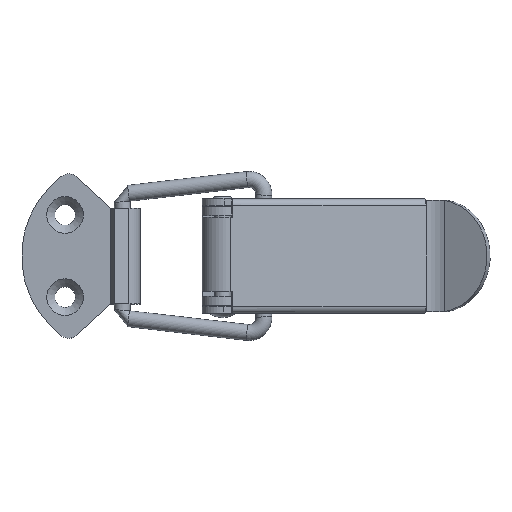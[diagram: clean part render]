
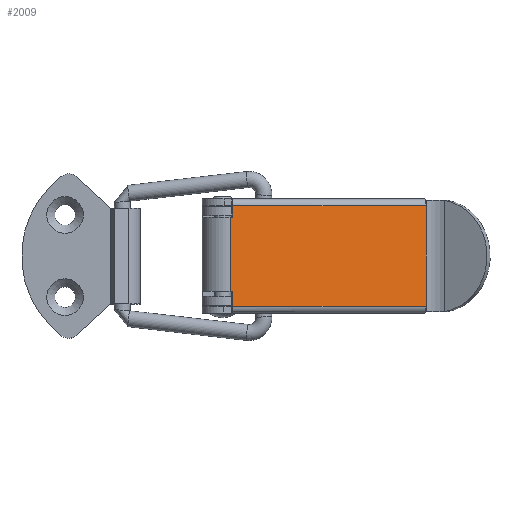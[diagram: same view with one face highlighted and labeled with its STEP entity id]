
A CAD part, top view. The second image highlights one B-rep face of the part: STEP entity #2009.
In plain terms, the highlighted planar face has unit normal (0.205, 0, 0.979).
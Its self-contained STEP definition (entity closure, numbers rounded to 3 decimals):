
#88=LINE('',#3198,#245);
#89=LINE('',#3200,#246);
#90=LINE('',#3203,#247);
#91=LINE('',#3204,#248);
#92=LINE('',#3206,#249);
#93=LINE('',#3208,#250);
#94=LINE('',#3210,#251);
#95=LINE('',#3212,#252);
#245=VECTOR('',#2597,1000.);
#246=VECTOR('',#2600,1000.);
#247=VECTOR('',#2601,1000.);
#248=VECTOR('',#2602,1000.);
#249=VECTOR('',#2603,1000.);
#250=VECTOR('',#2604,1000.);
#251=VECTOR('',#2605,1000.);
#252=VECTOR('',#2606,1000.);
#412=PLANE('',#2235);
#603=ORIENTED_EDGE('',*,*,#1092,.F.);
#604=ORIENTED_EDGE('',*,*,#1093,.T.);
#605=ORIENTED_EDGE('',*,*,#1091,.F.);
#606=ORIENTED_EDGE('',*,*,#1094,.F.);
#607=ORIENTED_EDGE('',*,*,#1095,.T.);
#608=ORIENTED_EDGE('',*,*,#1096,.F.);
#609=ORIENTED_EDGE('',*,*,#1097,.F.);
#610=ORIENTED_EDGE('',*,*,#1098,.T.);
#1091=EDGE_CURVE('',#1353,#1346,#88,.T.);
#1092=EDGE_CURVE('',#1354,#1355,#89,.T.);
#1093=EDGE_CURVE('',#1354,#1346,#90,.T.);
#1094=EDGE_CURVE('',#1356,#1353,#91,.T.);
#1095=EDGE_CURVE('',#1356,#1357,#92,.T.);
#1096=EDGE_CURVE('',#1358,#1357,#93,.T.);
#1097=EDGE_CURVE('',#1359,#1358,#94,.T.);
#1098=EDGE_CURVE('',#1359,#1355,#95,.T.);
#1346=VERTEX_POINT('',#3184);
#1353=VERTEX_POINT('',#3197);
#1354=VERTEX_POINT('',#3201);
#1355=VERTEX_POINT('',#3202);
#1356=VERTEX_POINT('',#3205);
#1357=VERTEX_POINT('',#3207);
#1358=VERTEX_POINT('',#3209);
#1359=VERTEX_POINT('',#3211);
#1640=EDGE_LOOP('',(#603,#604,#605,#606,#607,#608,#609,#610));
#1813=FACE_BOUND('',#1640,.T.);
#2009=ADVANCED_FACE('',(#1813),#412,.F.);
#2235=AXIS2_PLACEMENT_3D('',#3199,#2598,#2599);
#2597=DIRECTION('',(0.,1.,0.));
#2598=DIRECTION('',(-0.205,0.,-0.979));
#2599=DIRECTION('',(-0.979,0.,0.205));
#2600=DIRECTION('',(0.,-1.,0.));
#2601=DIRECTION('',(-0.979,0.,0.205));
#2602=DIRECTION('',(0.979,0.,-0.205));
#2603=DIRECTION('',(0.,-1.,0.));
#2604=DIRECTION('',(-0.979,0.,0.205));
#2605=DIRECTION('',(0.,1.,0.));
#2606=DIRECTION('',(0.979,0.,-0.205));
#3184=CARTESIAN_POINT('',(2.254,10.998,24.584));
#3197=CARTESIAN_POINT('',(2.254,8.5,24.584));
#3198=CARTESIAN_POINT('',(2.254,12.5,24.584));
#3199=CARTESIAN_POINT('',(1.647,12.5,24.711));
#3200=CARTESIAN_POINT('',(44.5,12.5,15.721));
#3201=CARTESIAN_POINT('',(44.5,10.998,15.721));
#3202=CARTESIAN_POINT('',(44.5,-10.998,15.721));
#3203=CARTESIAN_POINT('',(44.5,10.998,15.721));
#3204=CARTESIAN_POINT('',(-7.157,8.5,26.558));
#3205=CARTESIAN_POINT('',(1.647,8.5,24.711));
#3206=CARTESIAN_POINT('',(1.647,12.5,24.711));
#3207=CARTESIAN_POINT('',(1.647,-7.7,24.711));
#3208=CARTESIAN_POINT('',(2.254,-7.7,24.584));
#3209=CARTESIAN_POINT('',(2.254,-7.7,24.584));
#3210=CARTESIAN_POINT('',(2.254,-7.7,24.584));
#3211=CARTESIAN_POINT('',(2.254,-10.998,24.584));
#3212=CARTESIAN_POINT('',(2.254,-10.998,24.584));
